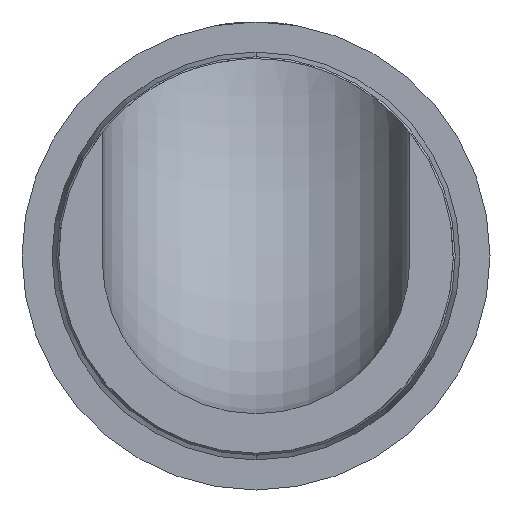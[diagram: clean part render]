
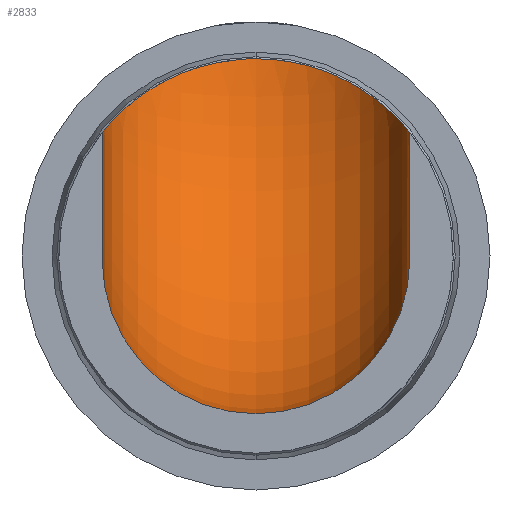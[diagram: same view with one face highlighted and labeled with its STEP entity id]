
A CAD part, front view. The second image highlights one B-rep face of the part: STEP entity #2833.
In plain terms, the highlighted toroidal (fillet/blend) face has major radius 1.85 mm and minor radius 1.15 mm.
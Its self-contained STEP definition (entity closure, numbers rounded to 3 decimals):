
#44 = CARTESIAN_POINT ( 'NONE',  ( 0., -12.6, 1.475 ) ) ;
#113 = ORIENTED_EDGE ( 'NONE', *, *, #488, .T. ) ;
#176 = CIRCLE ( 'NONE', #439, 1.85 ) ;
#188 = DIRECTION ( 'NONE',  ( -1., 0., 0. ) ) ;
#211 = EDGE_LOOP ( 'NONE', ( #113, #2121, #3208, #1659, #1709, #1075 ) ) ;
#235 = CARTESIAN_POINT ( 'NONE',  ( -1.096, -13.539, 0.987 ) ) ;
#257 = CARTESIAN_POINT ( 'NONE',  ( -1.142, -13.788, 0.933 ) ) ;
#379 = EDGE_CURVE ( 'Defeature ausgef�hrt3_16+Defeature ausgef�hrt3_18+Defeature ausgef�hrt3_1+Defeature ausgef�hrt3_17', #1119, #874, #836, .T. ) ;
#439 = AXIS2_PLACEMENT_3D ( 'NONE', #2707, #1798, #3319 ) ;
#461 = CARTESIAN_POINT ( 'NONE',  ( 0.752, -12.912, 1.271 ) ) ;
#488 = EDGE_CURVE ( 'Defeature ausgef�hrt3_18+Defeature ausgef�hrt3_15+Defeature ausgef�hrt3_1+Defeature ausgef�hrt3_17', #3936, #3268, #176, .T. ) ;
#497 = CARTESIAN_POINT ( 'NONE',  ( -0.631, -12.807, 1.335 ) ) ;
#519 = CARTESIAN_POINT ( 'NONE',  ( -1.15, -13.962, 0.924 ) ) ;
#544 = TOROIDAL_SURFACE ( 'NONE', #3485, 1.85, 1.15 ) ;
#592 = VERTEX_POINT ( 'NONE', #2792 ) ;
#701 = CIRCLE ( 'NONE', #1792, 1.15 ) ;
#708 = CARTESIAN_POINT ( 'NONE',  ( 1.15, -15.58, 1.82 ) ) ;
#755 = CARTESIAN_POINT ( 'NONE',  ( 0.345, -12.645, 1.442 ) ) ;
#766 = CARTESIAN_POINT ( 'NONE',  ( 1.116, -13.621, 0.965 ) ) ;
#836 = CIRCLE ( 'NONE', #3504, 1.85 ) ;
#854 = B_SPLINE_CURVE_WITH_KNOTS ( 'NONE', 3,
 ( #3523, #3248, #755, #1107, #2619, #461, #3851, #2876, #1058, #1699, #766, #2895, #3573, #1432 ),
 .UNSPECIFIED., .F., .F.,
 ( 4, 2, 2, 2, 2, 2, 4 ),
 ( 0.005, 0.005, 0.006, 0.006, 0.006, 0.007, 0.007 ),
 .UNSPECIFIED. ) ;
#874 = VERTEX_POINT ( 'NONE', #3390 ) ;
#1058 = CARTESIAN_POINT ( 'NONE',  ( 1.022, -13.305, 1.066 ) ) ;
#1075 = ORIENTED_EDGE ( 'NONE', *, *, #1977, .F. ) ;
#1107 = CARTESIAN_POINT ( 'NONE',  ( 0.564, -12.761, 1.365 ) ) ;
#1119 = VERTEX_POINT ( 'NONE', #2262 ) ;
#1155 = CARTESIAN_POINT ( 'NONE',  ( -0.805, -12.97, 1.237 ) ) ;
#1342 = DIRECTION ( 'NONE',  ( 0., -1., 0. ) ) ;
#1432 = CARTESIAN_POINT ( 'NONE',  ( 1.15, -13.962, 0.924 ) ) ;
#1469 = CARTESIAN_POINT ( 'NONE',  ( -0.563, -12.76, 1.366 ) ) ;
#1495 = FACE_OUTER_BOUND ( 'NONE', #211, .T. ) ;
#1659 = ORIENTED_EDGE ( 'NONE', *, *, #379, .F. ) ;
#1699 = CARTESIAN_POINT ( 'NONE',  ( 1.097, -13.54, 0.987 ) ) ;
#1707 = CARTESIAN_POINT ( 'NONE',  ( 0., -15.58, 1.82 ) ) ;
#1709 = ORIENTED_EDGE ( 'NONE', *, *, #2346, .F. ) ;
#1739 = CARTESIAN_POINT ( 'NONE',  ( -0.752, -12.912, 1.271 ) ) ;
#1763 = DIRECTION ( 'NONE',  ( 0., 0., -1. ) ) ;
#1774 = CARTESIAN_POINT ( 'NONE',  ( -0.344, -12.644, 1.443 ) ) ;
#1792 = AXIS2_PLACEMENT_3D ( 'NONE', #2963, #2626, #1763 ) ;
#1798 = DIRECTION ( 'NONE',  ( -1., 0., 0. ) ) ;
#1842 = AXIS2_PLACEMENT_3D ( 'NONE', #2851, #1342, #2813 ) ;
#1943 = CIRCLE ( 'NONE', #1842, 1.15 ) ;
#1977 = EDGE_CURVE ( 'Defeature ausgef�hrt3_1+Defeature ausgef�hrt3_18+Defeature ausgef�hrt3_15+Defeature ausgef�hrt3_16', #3936, #2610, #2360, .T. ) ;
#2005 = EDGE_CURVE ( 'Defeature ausgef�hrt3_18+Defeature ausgef�hrt3_17+Defeature ausgef�hrt3_15+Defeature ausgef�hrt3_16', #3268, #592, #701, .T. ) ;
#2112 = EDGE_CURVE ( 'Defeature ausgef�hrt3_18+Defeature ausgef�hrt3_17+Defeature ausgef�hrt3_15+Defeature ausgef�hrt3_16', #592, #874, #1943, .T. ) ;
#2121 = ORIENTED_EDGE ( 'NONE', *, *, #2005, .T. ) ;
#2262 = CARTESIAN_POINT ( 'NONE',  ( 1.15, -13.962, 0.924 ) ) ;
#2346 = EDGE_CURVE ( 'Defeature ausgef�hrt3_1+Defeature ausgef�hrt3_18+Defeature ausgef�hrt3_15+Defeature ausgef�hrt3_16', #2610, #1119, #854, .T. ) ;
#2360 = B_SPLINE_CURVE_WITH_KNOTS ( 'NONE', 3,
 ( #2401, #3921, #257, #3579, #235, #3302, #3592, #1155, #1739, #497, #1469, #1774, #3914, #2991 ),
 .UNSPECIFIED., .F., .F.,
 ( 4, 2, 2, 2, 2, 2, 4 ),
 ( 0.003, 0.003, 0.003, 0.004, 0.004, 0.004, 0.005 ),
 .UNSPECIFIED. ) ;
#2401 = CARTESIAN_POINT ( 'NONE',  ( -1.15, -13.962, 0.924 ) ) ;
#2537 = DIRECTION ( 'NONE',  ( 0., 0., 1. ) ) ;
#2610 = VERTEX_POINT ( 'NONE', #44 ) ;
#2619 = CARTESIAN_POINT ( 'NONE',  ( 0.631, -12.808, 1.335 ) ) ;
#2626 = DIRECTION ( 'NONE',  ( 0., -1., 0. ) ) ;
#2707 = CARTESIAN_POINT ( 'NONE',  ( -1.15, -15.58, 1.82 ) ) ;
#2792 = CARTESIAN_POINT ( 'NONE',  ( 0., -15.58, -1.18 ) ) ;
#2813 = DIRECTION ( 'NONE',  ( 0., 0., -1. ) ) ;
#2833 = ADVANCED_FACE ( 'Defeature ausgef�hrt3_18', ( #1495 ), #544, .F. ) ;
#2851 = CARTESIAN_POINT ( 'NONE',  ( 0., -15.58, -0.03 ) ) ;
#2876 = CARTESIAN_POINT ( 'NONE',  ( 0.951, -13.161, 1.134 ) ) ;
#2895 = CARTESIAN_POINT ( 'NONE',  ( 1.143, -13.788, 0.933 ) ) ;
#2963 = CARTESIAN_POINT ( 'NONE',  ( 0., -15.58, -0.03 ) ) ;
#2991 = CARTESIAN_POINT ( 'NONE',  ( 0., -12.6, 1.475 ) ) ;
#3109 = CARTESIAN_POINT ( 'NONE',  ( -1.15, -15.58, -0.03 ) ) ;
#3208 = ORIENTED_EDGE ( 'NONE', *, *, #2112, .T. ) ;
#3248 = CARTESIAN_POINT ( 'NONE',  ( 0.174, -12.6, 1.475 ) ) ;
#3254 = DIRECTION ( 'NONE',  ( 0., 0., 1. ) ) ;
#3268 = VERTEX_POINT ( 'NONE', #3109 ) ;
#3302 = CARTESIAN_POINT ( 'NONE',  ( -1.021, -13.303, 1.067 ) ) ;
#3319 = DIRECTION ( 'NONE',  ( 0., 0., 1. ) ) ;
#3390 = CARTESIAN_POINT ( 'NONE',  ( 1.15, -15.58, -0.03 ) ) ;
#3485 = AXIS2_PLACEMENT_3D ( 'NONE', #1707, #188, #3254 ) ;
#3504 = AXIS2_PLACEMENT_3D ( 'NONE', #708, #3759, #2537 ) ;
#3523 = CARTESIAN_POINT ( 'NONE',  ( 0., -12.6, 1.475 ) ) ;
#3573 = CARTESIAN_POINT ( 'NONE',  ( 1.15, -13.875, 0.924 ) ) ;
#3579 = CARTESIAN_POINT ( 'NONE',  ( -1.116, -13.621, 0.965 ) ) ;
#3592 = CARTESIAN_POINT ( 'NONE',  ( -0.951, -13.16, 1.134 ) ) ;
#3759 = DIRECTION ( 'NONE',  ( -1., 0., 0. ) ) ;
#3851 = CARTESIAN_POINT ( 'NONE',  ( 0.806, -12.97, 1.237 ) ) ;
#3914 = CARTESIAN_POINT ( 'NONE',  ( -0.174, -12.6, 1.475 ) ) ;
#3921 = CARTESIAN_POINT ( 'NONE',  ( -1.15, -13.875, 0.924 ) ) ;
#3936 = VERTEX_POINT ( 'NONE', #519 ) ;
